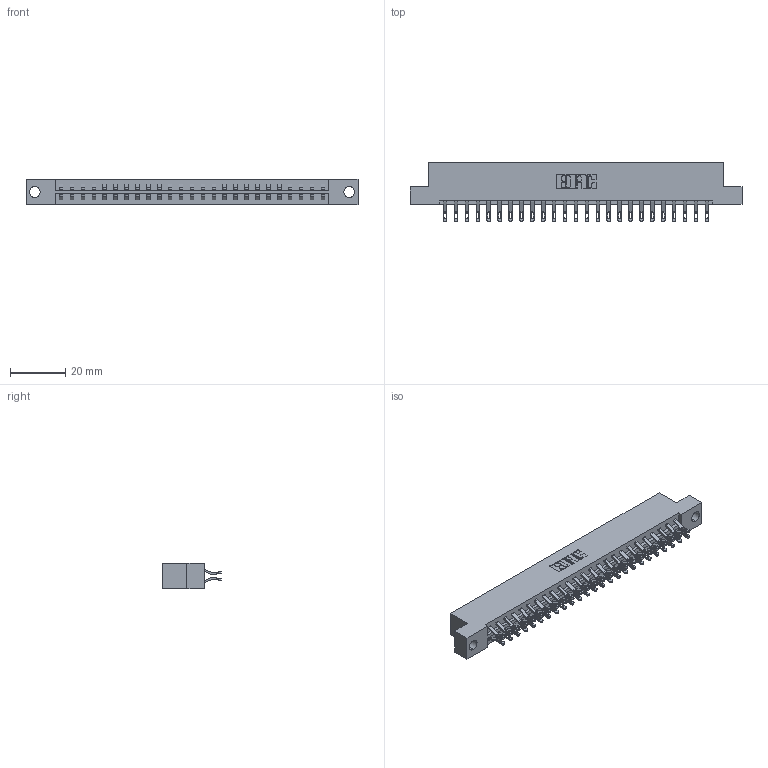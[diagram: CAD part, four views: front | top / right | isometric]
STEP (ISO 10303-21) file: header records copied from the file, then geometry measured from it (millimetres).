
FILE_DESCRIPTION (( 'STEP AP203' ), '1' );
FILE_NAME ('833-050-555-204.STEP', '2020-06-04T17:57:55', ( '' ), ( '' ), 'SwSTEP 2.0', 'SolidWorks 2020', '' );
FILE_SCHEMA (( 'CONFIG_CONTROL_DESIGN' ));
Length unit declared in the file: inch
Products named in the file (3): 345-292-001_555 Tail; 833-050-555-204; 833 Part_Flush - .156 Dia - TH
Assembly tree (51 placements, depth 2):
  833-050-555-204
    833 Part_Flush - .156 Dia - TH
    345-292-001_555 Tail  x50
Bounding box: 120.6 x 21.47 x 9.4 mm (x, y, z)
Volume: 12210.7 mm3; surface area: 14595.2 mm2
Topology: 51 solids, 51 shells, 3014 faces, 9461 edges, 6306 vertices
Faces by surface type: plane 1770, cylinder 1244
Entity records: 18611 total; most frequent: CARTESIAN_POINT 3140, ORIENTED_EDGE 3046, DIRECTION 2683, EDGE_CURVE 1523, VECTOR 1375, LINE 1375, VERTEX_POINT 1014, AXIS2_PLACEMENT_3D 654
